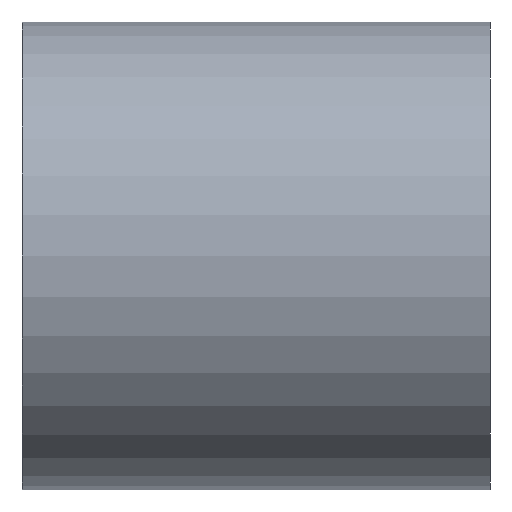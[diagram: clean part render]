
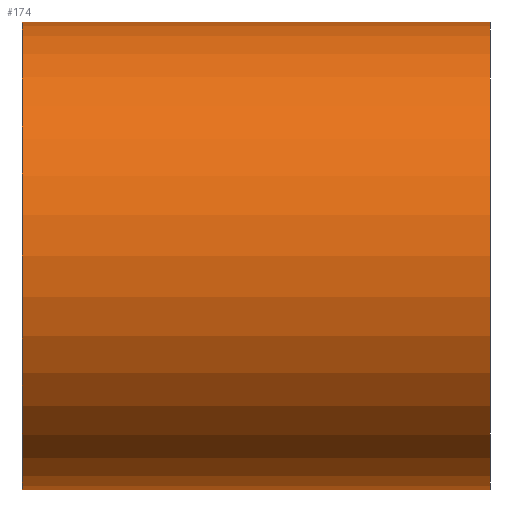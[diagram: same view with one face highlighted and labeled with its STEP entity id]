
A CAD part, left-side view. The second image highlights one B-rep face of the part: STEP entity #174.
In plain terms, the highlighted cylindrical face has radius 3.171 mm (diameter 6.342 mm), a partial arc.
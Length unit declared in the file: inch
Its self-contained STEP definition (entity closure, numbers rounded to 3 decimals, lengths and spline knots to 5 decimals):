
#1 = ORIENTED_EDGE ( 'NONE', *, *, #249, .T. ) ;
#10 = EDGE_CURVE ( 'NONE', #135, #192, #245, .T. ) ;
#15 = VECTOR ( 'NONE', #105, 39.37008 ) ;
#19 = CARTESIAN_POINT ( 'NONE',  ( 0., 0.25, 0.12485 ) ) ;
#25 = AXIS2_PLACEMENT_3D ( 'NONE', #115, #41, #244 ) ;
#37 = LINE ( 'NONE', #150, #73 ) ;
#41 = DIRECTION ( 'NONE',  ( 0., 1., 0. ) ) ;
#50 = CIRCLE ( 'NONE', #223, 0.12485 ) ;
#71 = DIRECTION ( 'NONE',  ( 0., 0., -1. ) ) ;
#72 = DIRECTION ( 'NONE',  ( 0., -1., 0. ) ) ;
#73 = VECTOR ( 'NONE', #193, 39.37008 ) ;
#76 = CIRCLE ( 'NONE', #25, 0.12485 ) ;
#84 = EDGE_CURVE ( 'NONE', #129, #167, #37, .T. ) ;
#93 = DIRECTION ( 'NONE',  ( 0., 0., 1. ) ) ;
#94 = EDGE_LOOP ( 'NONE', ( #123, #195, #226, #1 ) ) ;
#95 = EDGE_CURVE ( 'NONE', #129, #135, #50, .T. ) ;
#105 = DIRECTION ( 'NONE',  ( 0., -1., 0. ) ) ;
#115 = CARTESIAN_POINT ( 'NONE',  ( 0., 0., 0. ) ) ;
#123 = ORIENTED_EDGE ( 'NONE', *, *, #10, .F. ) ;
#129 = VERTEX_POINT ( 'NONE', #214 ) ;
#131 = CARTESIAN_POINT ( 'NONE',  ( 0., 0.25, 0.12485 ) ) ;
#132 = DIRECTION ( 'NONE',  ( 0., 1., 0. ) ) ;
#133 = CARTESIAN_POINT ( 'NONE',  ( 0., 0.25, 0. ) ) ;
#135 = VERTEX_POINT ( 'NONE', #19 ) ;
#150 = CARTESIAN_POINT ( 'NONE',  ( 0., 0.25, -0.12485 ) ) ;
#152 = CARTESIAN_POINT ( 'NONE',  ( 0., 0.25, 0. ) ) ;
#167 = VERTEX_POINT ( 'NONE', #231 ) ;
#174 = ADVANCED_FACE ( 'NONE', ( #201 ), #219, .T. ) ;
#183 = CARTESIAN_POINT ( 'NONE',  ( 0., 0., 0.12485 ) ) ;
#192 = VERTEX_POINT ( 'NONE', #183 ) ;
#193 = DIRECTION ( 'NONE',  ( 0., -1., 0. ) ) ;
#195 = ORIENTED_EDGE ( 'NONE', *, *, #95, .F. ) ;
#201 = FACE_OUTER_BOUND ( 'NONE', #94, .T. ) ;
#202 = AXIS2_PLACEMENT_3D ( 'NONE', #152, #72, #71 ) ;
#214 = CARTESIAN_POINT ( 'NONE',  ( 0., 0.25, -0.12485 ) ) ;
#219 = CYLINDRICAL_SURFACE ( 'NONE', #202, 0.12485 ) ;
#223 = AXIS2_PLACEMENT_3D ( 'NONE', #133, #132, #93 ) ;
#226 = ORIENTED_EDGE ( 'NONE', *, *, #84, .T. ) ;
#231 = CARTESIAN_POINT ( 'NONE',  ( 0., 0., -0.12485 ) ) ;
#244 = DIRECTION ( 'NONE',  ( 0., 0., 1. ) ) ;
#245 = LINE ( 'NONE', #131, #15 ) ;
#249 = EDGE_CURVE ( 'NONE', #167, #192, #76, .T. ) ;
